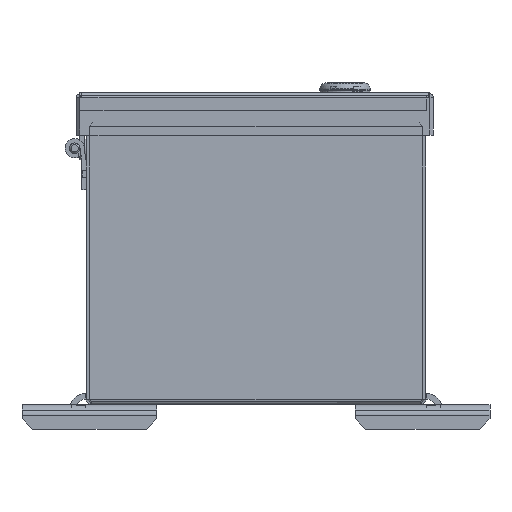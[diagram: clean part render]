
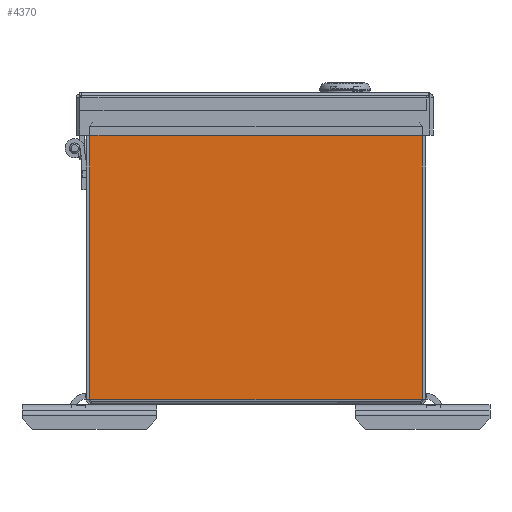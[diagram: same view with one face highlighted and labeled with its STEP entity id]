
A CAD part, front view. The second image highlights one B-rep face of the part: STEP entity #4370.
In plain terms, the highlighted planar face has unit normal (0, -1, 0).
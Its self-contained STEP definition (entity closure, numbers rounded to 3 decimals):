
#4370 = ADVANCED_FACE( '', ( #9025 ), #9026, .F. );
#9025 = FACE_OUTER_BOUND( '', #29586, .T. );
#9026 = PLANE( '', #29587 );
#29586 = EDGE_LOOP( '', ( #53933, #53934, #53935, #53936, #53937, #53938 ) );
#29587 = AXIS2_PLACEMENT_3D( '', #53939, #53940, #53941 );
#53933 = ORIENTED_EDGE( '', *, *, #59592, .T. );
#53934 = ORIENTED_EDGE( '', *, *, #62597, .F. );
#53935 = ORIENTED_EDGE( '', *, *, #62622, .T. );
#53936 = ORIENTED_EDGE( '', *, *, #62264, .T. );
#53937 = ORIENTED_EDGE( '', *, *, #62623, .T. );
#53938 = ORIENTED_EDGE( '', *, *, #62624, .T. );
#53939 = CARTESIAN_POINT( '', ( -520.548, -609.6, 0. ) );
#53940 = DIRECTION( '', ( 0., 1., 0. ) );
#53941 = DIRECTION( '', ( 0., 0., 1. ) );
#59592 = EDGE_CURVE( '', #65308, #65306, #65309, .T. );
#62264 = EDGE_CURVE( '', #69290, #68800, #69292, .F. );
#62597 = EDGE_CURVE( '', #69702, #65306, #69704, .T. );
#62622 = EDGE_CURVE( '', #69702, #69290, #69734, .T. );
#62623 = EDGE_CURVE( '', #68800, #69735, #69736, .T. );
#62624 = EDGE_CURVE( '', #69735, #65308, #69737, .T. );
#65306 = VERTEX_POINT( '', #75578 );
#65308 = VERTEX_POINT( '', #75581 );
#65309 = LINE( '', #75582, #75583 );
#68800 = VERTEX_POINT( '', #84621 );
#69290 = VERTEX_POINT( '', #85834 );
#69292 = LINE( '', #85837, #85838 );
#69702 = VERTEX_POINT( '', #86937 );
#69704 = LINE( '', #86948, #86949 );
#69734 = LINE( '', #86999, #87000 );
#69735 = VERTEX_POINT( '', #87001 );
#69736 = LINE( '', #87002, #87003 );
#69737 = LINE( '', #87004, #87005 );
#75578 = CARTESIAN_POINT( '', ( 74.663, -609.6, 124.663 ) );
#75581 = CARTESIAN_POINT( '', ( 74.673, -609.6, 124.653 ) );
#75582 = CARTESIAN_POINT( '', ( 75.208, -609.6, 124.118 ) );
#75583 = VECTOR( '', #89777, 1000. );
#84621 = CARTESIAN_POINT( '', ( -74.673, -609.6, 2.337 ) );
#85834 = CARTESIAN_POINT( '', ( -74.673, -609.6, 124.653 ) );
#85837 = CARTESIAN_POINT( '', ( -74.673, -609.6, 0. ) );
#85838 = VECTOR( '', #91643, 1000. );
#86937 = CARTESIAN_POINT( '', ( -74.663, -609.6, 124.663 ) );
#86948 = CARTESIAN_POINT( '', ( -520.548, -609.6, 124.663 ) );
#86949 = VECTOR( '', #91808, 1000. );
#86999 = CARTESIAN_POINT( '', ( -64.817, -609.6, 134.509 ) );
#87000 = VECTOR( '', #91833, 1000. );
#87001 = CARTESIAN_POINT( '', ( 74.673, -609.6, 2.337 ) );
#87002 = CARTESIAN_POINT( '', ( -520.548, -609.6, 2.337 ) );
#87003 = VECTOR( '', #91834, 1000. );
#87004 = CARTESIAN_POINT( '', ( 74.673, -609.6, 0. ) );
#87005 = VECTOR( '', #91835, 1000. );
#89777 = DIRECTION( '', ( -0.707, 0., 0.707 ) );
#91643 = DIRECTION( '', ( 0., 0., 1. ) );
#91808 = DIRECTION( '', ( 1., 0., 0. ) );
#91833 = DIRECTION( '', ( -0.707, 0., -0.707 ) );
#91834 = DIRECTION( '', ( 1., 0., 0. ) );
#91835 = DIRECTION( '', ( 0., 0., 1. ) );
